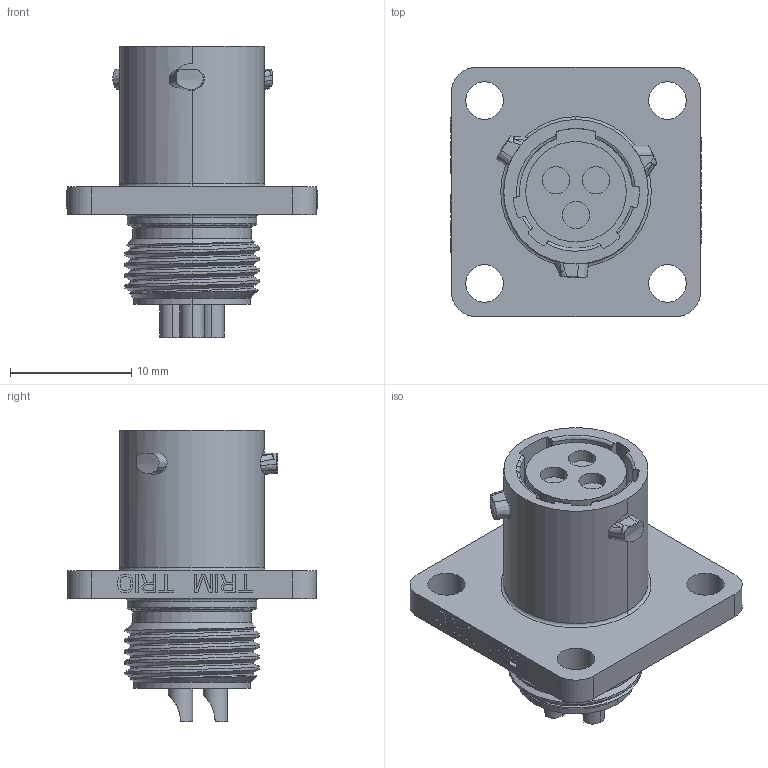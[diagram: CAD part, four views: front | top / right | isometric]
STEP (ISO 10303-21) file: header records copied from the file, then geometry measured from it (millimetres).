
FILE_DESCRIPTION((''),'2;1');
FILE_NAME('UTS08E3AS','2011-04-04T',('vsorin'),('SOURIAU'),'PRO/ENGINEER BY PARAMETRIC TECHNOLOGY CORPORATION, 2010140','PRO/ENGINEER BY PARAMETRIC TECHNOLOGY CORPORATION, 2010140','');
FILE_SCHEMA(('CONFIG_CONTROL_DESIGN'));
Length unit declared in the file: millimetre
Products named in the file (1): UTS08E3AS
Bounding box: 20.75 x 20.55 x 24.07 mm (x, y, z)
Surface area: 2752.5 mm2 (no closed solid volume)
Topology: 0 solids, 6 shells, 310 faces, 1275 edges, 940 vertices
Faces by surface type: plane 177, cylinder 75, bspline 28, torus 13, cone 7, extrusion 7, sphere 3
Entity records: 16645 total; most frequent: CARTESIAN_POINT 6509, ORIENTED_EDGE 2014, DIRECTION 1862, EDGE_CURVE 1275, VECTOR 962, LINE 955, VERTEX_POINT 940, AXIS2_PLACEMENT_3D 450
